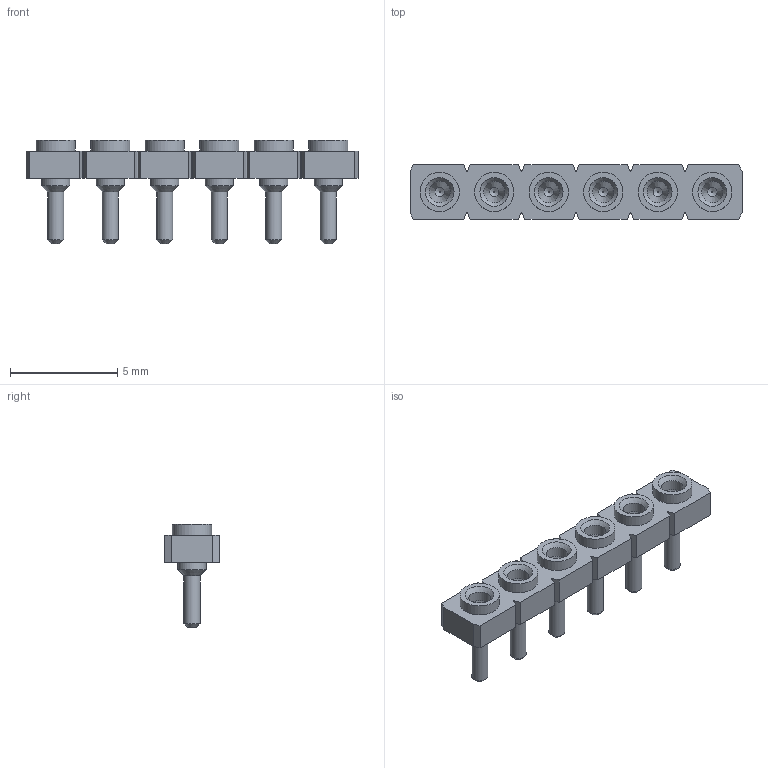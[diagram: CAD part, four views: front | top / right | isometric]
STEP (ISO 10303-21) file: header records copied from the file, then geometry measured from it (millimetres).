
FILE_DESCRIPTION(('STEP AP214'), '1');
FILE_NAME('SL-105-TT-12', '2017-07-15T12:48:33', ('Nobody'), (''), 'ASCON STEP Converter 1.3', 'ASCON Math Kernel', '');
FILE_SCHEMA(('AUTOMOTIVE_DESIGN { 1 0 10303 214 3 1 1}'));
Length unit declared in the file: millimetre
Assembly tree (6 placements, depth 2):
  (unnamed)
    (unnamed)  x6
Bounding box: 15.47 x 2.54 x 4.83 mm (x, y, z)
Volume: 58.1 mm3; surface area: 327 mm2
Topology: 7 solids, 7 shells, 176 faces, 360 edges, 222 vertices
Faces by surface type: plane 76, cylinder 58, cone 42
Full cylindrical faces by diameter (mm): 0.55 x6, 0.76 x6, 1 x12, 1.32 x18, 1.83 x6
Entity records: 3057 total; most frequent: DIRECTION 392, CARTESIAN_POINT 385, ORIENTED_EDGE 350, EDGE_CURVE 175, AXIS2_PLACEMENT_3D 134, VERTEX_POINT 127, LINE 124, VECTOR 124
